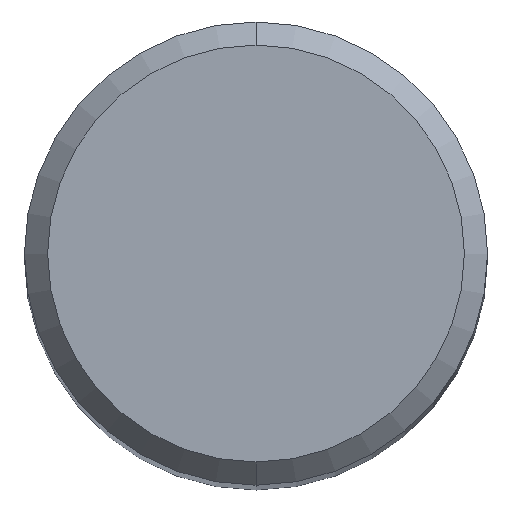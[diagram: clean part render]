
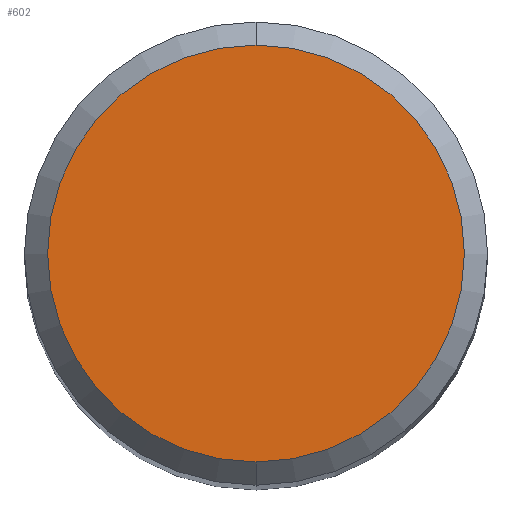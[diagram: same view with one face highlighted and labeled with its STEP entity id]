
A CAD part, top view. The second image highlights one B-rep face of the part: STEP entity #602.
In plain terms, the highlighted planar face has unit normal (0, 0, 1).
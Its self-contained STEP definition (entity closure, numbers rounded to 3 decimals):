
#436=VERTEX_POINT('',#1031);
#602=ADVANCED_FACE('',(#1213),#1214,.T.);
#636=EDGE_CURVE('',#436,#754,#1249,.T.);
#666=EDGE_CURVE('',#754,#436,#1282,.T.);
#754=VERTEX_POINT('',#1379);
#1031=CARTESIAN_POINT('',(0.0,4.5,0.0));
#1213=FACE_OUTER_BOUND('',#2991,.T.);
#1214=PLANE('',#2992);
#1249=CIRCLE('',#3054,4.5);
#1282=CIRCLE('',#3234,4.5);
#1379=CARTESIAN_POINT('',(0.,-4.5,0.0));
#2991=EDGE_LOOP('',(#8040,#8041));
#2992=AXIS2_PLACEMENT_3D('',#8042,#8043,#8044);
#3054=AXIS2_PLACEMENT_3D('',#8057,#8058,#8059);
#3234=AXIS2_PLACEMENT_3D('',#8098,#8099,#8100);
#8040=ORIENTED_EDGE('',*,*,#636,.F.);
#8041=ORIENTED_EDGE('',*,*,#666,.F.);
#8042=CARTESIAN_POINT('',(0.0,2.25,0.0));
#8043=DIRECTION('',(-0.0,0.0,1.0));
#8044=DIRECTION('',(0.0,-1.0,0.0));
#8057=CARTESIAN_POINT('',(0.0,0.0,0.0));
#8058=DIRECTION('',(0.0,0.0,-1.0));
#8059=DIRECTION('',(0.0,1.0,0.0));
#8098=CARTESIAN_POINT('',(0.0,0.0,0.0));
#8099=DIRECTION('',(0.0,0.0,-1.0));
#8100=DIRECTION('',(0.0,1.0,0.0));
